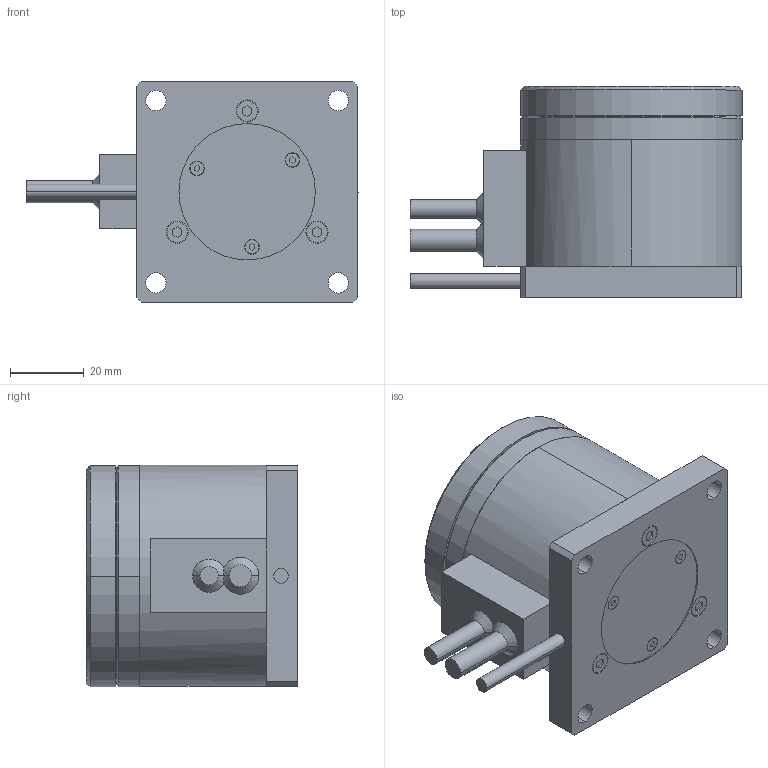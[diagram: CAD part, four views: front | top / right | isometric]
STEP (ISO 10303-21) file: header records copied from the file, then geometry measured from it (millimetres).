
FILE_DESCRIPTION (( 'STEP AP214' ), '1' );
FILE_NAME ('FMSR60D.STEP', '2021-07-21T12:27:40', ( '' ), ( '' ), 'SwSTEP 2.0', 'SolidWorks 2017', '' );
FILE_SCHEMA (( 'AUTOMOTIVE_DESIGN' ));
Length unit declared in the file: millimetre
Products named in the file (1): FMSR60D
Bounding box: 90.08 x 57.3 x 60.13 mm (x, y, z)
Volume: 170149.7 mm3; surface area: 38273.4 mm2
Topology: 3 solids, 3 shells, 213 faces, 503 edges, 320 vertices
Faces by surface type: cylinder 99, plane 88, cone 26
Entity records: 8565 total; most frequent: DIRECTION 1148, CARTESIAN_POINT 1039, ORIENTED_EDGE 990, EDGE_CURVE 495, AXIS2_PLACEMENT_3D 441, VERTEX_POINT 320, EDGE_LOOP 269, VECTOR 266
